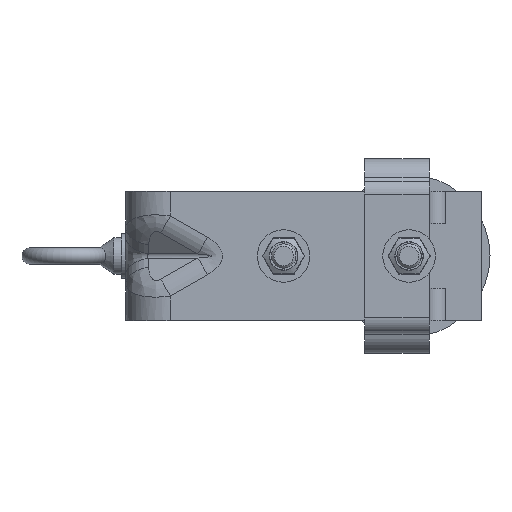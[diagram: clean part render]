
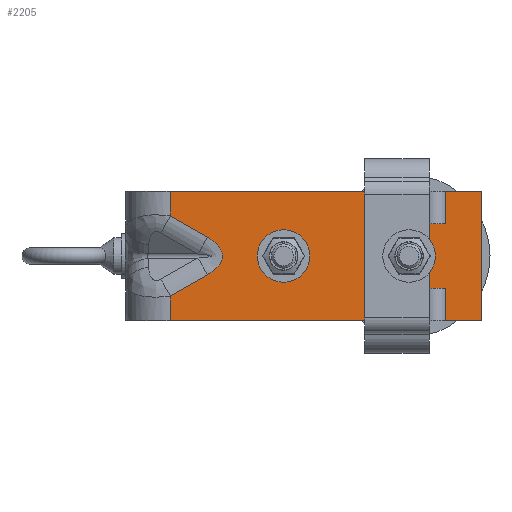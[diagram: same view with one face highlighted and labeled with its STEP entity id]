
A CAD part, left-side view. The second image highlights one B-rep face of the part: STEP entity #2205.
In plain terms, the highlighted planar face has unit normal (-1, 0, 0).
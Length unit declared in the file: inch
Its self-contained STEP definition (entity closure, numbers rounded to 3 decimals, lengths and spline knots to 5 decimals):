
#942=CARTESIAN_POINT('',(0.,3.0625,1.19531));
#943=VERTEX_POINT('',#942);
#944=CARTESIAN_POINT('',(0.,3.0625,1.));
#945=DIRECTION('',(1.0,0.0,0.0));
#946=DIRECTION('',(0.0,0.0,-1.0));
#947=AXIS2_PLACEMENT_3D('',#944,#945,#946);
#948=CIRCLE('',#947,0.19531);
#949=EDGE_CURVE('',#943,#943,#948,.T.);
#1040=CARTESIAN_POINT('',(0.0,1.125,1.19531));
#1041=VERTEX_POINT('',#1040);
#1042=CARTESIAN_POINT('',(0.0,1.125,1.));
#1043=DIRECTION('',(1.0,0.0,0.0));
#1044=DIRECTION('',(0.0,0.0,-1.0));
#1045=AXIS2_PLACEMENT_3D('',#1042,#1043,#1044);
#1046=CIRCLE('',#1045,0.19531);
#1047=EDGE_CURVE('',#1041,#1041,#1046,.T.);
#1743=CARTESIAN_POINT('',(0.0,4.8125,1.61603));
#1744=VERTEX_POINT('',#1743);
#1826=CARTESIAN_POINT('',(0.0,4.8125,0.38397));
#1827=VERTEX_POINT('',#1826);
#1870=CARTESIAN_POINT('',(0.0,4.23951,0.7106));
#1871=VERTEX_POINT('',#1870);
#1888=CARTESIAN_POINT('',(0.0,4.8125,0.38397));
#1889=DIRECTION('',(0.0,-0.869,0.495));
#1890=VECTOR('',#1889,0.65955);
#1891=LINE('',#1888,#1890);
#1892=EDGE_CURVE('',#1827,#1871,#1891,.T.);
#1933=CARTESIAN_POINT('',(0.0,4.23951,1.2894));
#1934=VERTEX_POINT('',#1933);
#1952=CARTESIAN_POINT('',(0.0,5.64978,1.));
#1953=DIRECTION('',(-1.0,0.0,0.0));
#1954=DIRECTION('',(0.0,-1.0,0.0));
#1955=AXIS2_PLACEMENT_3D('',#1952,#1953,#1954);
#1956=ELLIPSE('',#1955,1.64464,0.5625);
#1957=EDGE_CURVE('',#1871,#1934,#1956,.T.);
#1968=CARTESIAN_POINT('',(0.0,4.23951,1.2894));
#1969=DIRECTION('',(0.0,0.869,0.495));
#1970=VECTOR('',#1969,0.65955);
#1971=LINE('',#1968,#1970);
#1972=EDGE_CURVE('',#1934,#1744,#1971,.T.);
#2151=CARTESIAN_POINT('',(0.0,0.0,0.0));
#2152=DIRECTION('',(-1.0,0.0,0.0));
#2153=DIRECTION('',(0.0,0.0,1.0));
#2154=AXIS2_PLACEMENT_3D('',#2151,#2152,#2153);
#2155=PLANE('',#2154);
#2156=ORIENTED_EDGE('',*,*,#1972,.F.);
#2157=ORIENTED_EDGE('',*,*,#1957,.F.);
#2158=ORIENTED_EDGE('',*,*,#1892,.F.);
#2159=CARTESIAN_POINT('',(0.0,4.8125,0.0));
#2160=VERTEX_POINT('',#2159);
#2161=CARTESIAN_POINT('',(0.0,4.8125,0.0));
#2162=DIRECTION('',(0.0,0.0,1.0));
#2163=VECTOR('',#2162,0.38397);
#2164=LINE('',#2161,#2163);
#2165=EDGE_CURVE('',#2160,#1827,#2164,.T.);
#2166=ORIENTED_EDGE('',*,*,#2165,.F.);
#2167=CARTESIAN_POINT('',(0.0,0.0,0.0));
#2168=VERTEX_POINT('',#2167);
#2169=CARTESIAN_POINT('',(0.0,0.0,0.0));
#2170=DIRECTION('',(0.0,1.0,0.0));
#2171=VECTOR('',#2170,4.8125);
#2172=LINE('',#2169,#2171);
#2173=EDGE_CURVE('',#2168,#2160,#2172,.T.);
#2174=ORIENTED_EDGE('',*,*,#2173,.F.);
#2175=CARTESIAN_POINT('',(0.0,0.0,2.0));
#2176=VERTEX_POINT('',#2175);
#2177=CARTESIAN_POINT('',(0.0,0.0,0.0));
#2178=DIRECTION('',(0.0,0.0,1.0));
#2179=VECTOR('',#2178,2.0);
#2180=LINE('',#2177,#2179);
#2181=EDGE_CURVE('',#2168,#2176,#2180,.T.);
#2182=ORIENTED_EDGE('',*,*,#2181,.T.);
#2183=CARTESIAN_POINT('',(0.0,4.8125,2.0));
#2184=VERTEX_POINT('',#2183);
#2185=CARTESIAN_POINT('',(0.0,0.0,2.0));
#2186=DIRECTION('',(0.0,1.0,0.0));
#2187=VECTOR('',#2186,4.8125);
#2188=LINE('',#2185,#2187);
#2189=EDGE_CURVE('',#2176,#2184,#2188,.T.);
#2190=ORIENTED_EDGE('',*,*,#2189,.T.);
#2191=CARTESIAN_POINT('',(0.0,4.8125,1.61603));
#2192=DIRECTION('',(0.0,0.0,1.0));
#2193=VECTOR('',#2192,0.38397);
#2194=LINE('',#2191,#2193);
#2195=EDGE_CURVE('',#1744,#2184,#2194,.T.);
#2196=ORIENTED_EDGE('',*,*,#2195,.F.);
#2197=EDGE_LOOP('',(#2156,#2157,#2158,#2166,#2174,#2182,#2190,#2196));
#2198=FACE_OUTER_BOUND('',#2197,.T.);
#2199=ORIENTED_EDGE('',*,*,#949,.T.);
#2200=EDGE_LOOP('',(#2199));
#2201=FACE_BOUND('',#2200,.T.);
#2202=ORIENTED_EDGE('',*,*,#1047,.T.);
#2203=EDGE_LOOP('',(#2202));
#2204=FACE_BOUND('',#2203,.T.);
#2205=ADVANCED_FACE('',(#2198,#2201,#2204),#2155,.T.);
